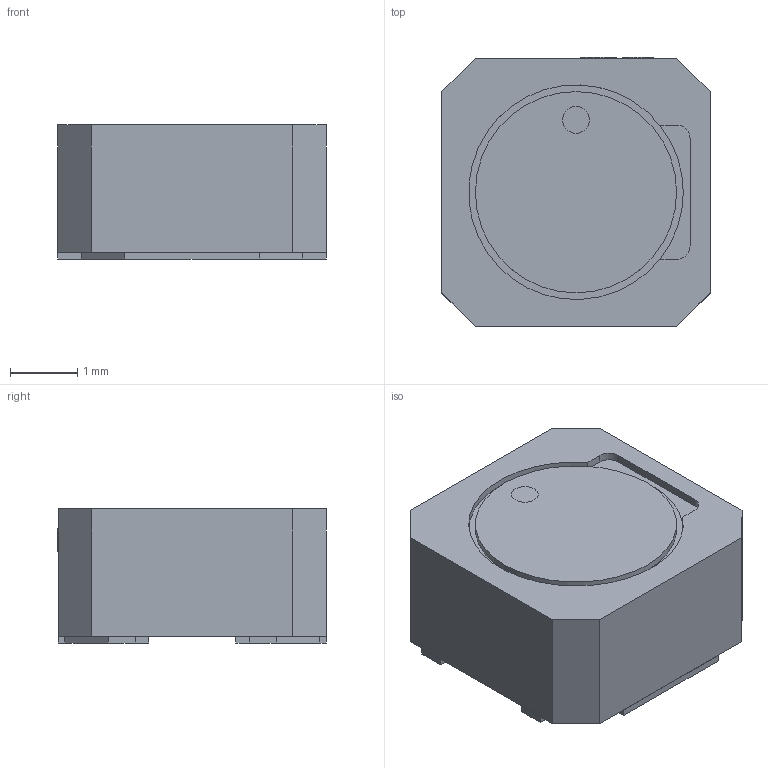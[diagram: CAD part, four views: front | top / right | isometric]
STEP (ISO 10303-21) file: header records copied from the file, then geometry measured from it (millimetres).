
FILE_DESCRIPTION (( 'STEP AP214' ), '1' );
FILE_NAME ('IND-SMD_L4.0-W4.0_VLCF4020T-4R7N1R2.step', '2022-07-09T00:14:58', ( '' ), ( '' ), 'SwSTEP 2.0', 'SolidWorks 2020', '' );
FILE_SCHEMA (( 'AUTOMOTIVE_DESIGN' ));
Length unit declared in the file: millimetre
Products named in the file (1): IND-SMD_L4.0-W4.0_VLCF4020T-4R7N1R2
Bounding box: 4 x 4.01 x 2 mm (x, y, z)
Volume: 30.1 mm3; surface area: 79.1 mm2
Topology: 3 solids, 3 shells, 341 faces, 916 edges, 610 vertices
Faces by surface type: plane 220, bspline 112, cylinder 9
Entity records: 15567 total; most frequent: CARTESIAN_POINT 3972, ORIENTED_EDGE 1832, DIRECTION 1166, EDGE_CURVE 916, LINE 670, VECTOR 670, VERTEX_POINT 610, EDGE_LOOP 370
